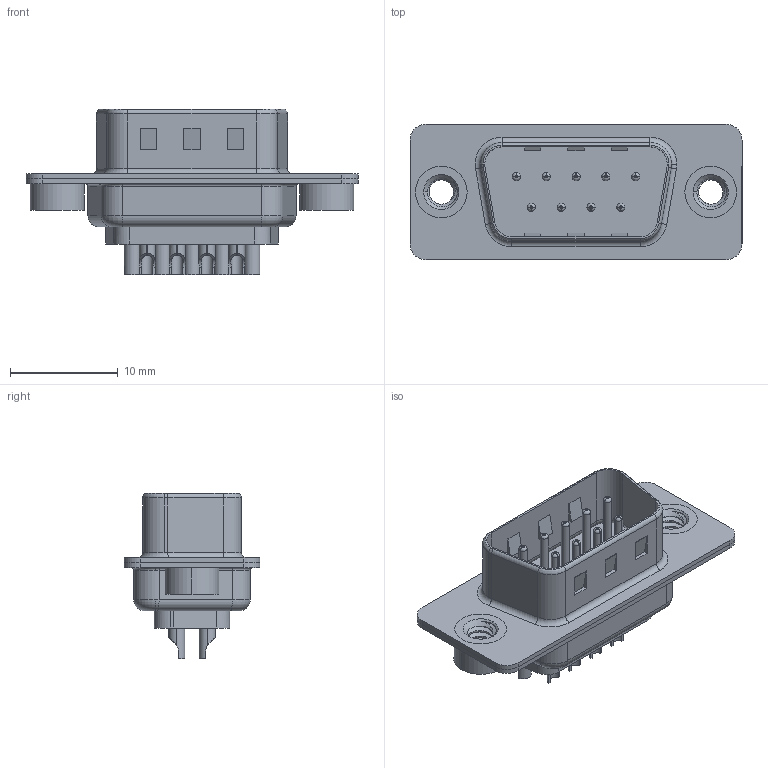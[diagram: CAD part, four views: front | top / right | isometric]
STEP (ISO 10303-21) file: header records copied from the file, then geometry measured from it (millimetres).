
FILE_DESCRIPTION (( 'STEP AP203' ), '1' );
FILE_NAME ('627-009-222-042.STEP', '2020-07-13T23:10:00', ( '' ), ( '' ), 'SwSTEP 2.0', 'SolidWorks 2020', '' );
FILE_SCHEMA (( 'CONFIG_CONTROL_DESIGN' ));
Length unit declared in the file: millimetre
Products named in the file (7): 627 Shell Front_09 Contacts; 627 Contact Row 1_22L; 627 Contact Row 2_22L; 627 Shell Rear_09 Contacts; 627-009-222-042; 627 4-40 Threaded Rivet; 627 Housing_09 LP
Assembly tree (14 placements, depth 2):
  627-009-222-042
    627 Housing_09 LP
    627 Shell Front_09 Contacts
    627 Shell Rear_09 Contacts
    627 Contact Row 1_22L  x5
    627 Contact Row 2_22L  x4
    627 4-40 Threaded Rivet  x2
Bounding box: 30.8 x 12.6 x 15.35 mm (x, y, z)
Volume: 1310.5 mm3; surface area: 3942.2 mm2
Topology: 14 solids, 14 shells, 876 faces, 2223 edges, 1404 vertices
Faces by surface type: cylinder 388, torus 239, plane 233, cone 10, bspline 6
Entity records: 16065 total; most frequent: CARTESIAN_POINT 3912, DIRECTION 2538, ORIENTED_EDGE 2250, EDGE_CURVE 1125, AXIS2_PLACEMENT_3D 1015, VERTEX_POINT 711, CIRCLE 548, EDGE_LOOP 524
